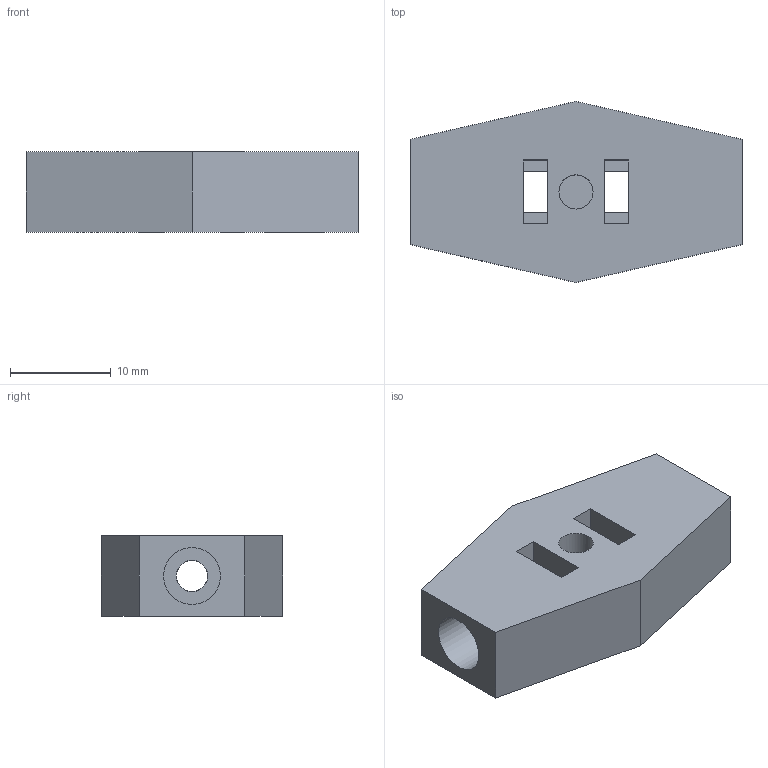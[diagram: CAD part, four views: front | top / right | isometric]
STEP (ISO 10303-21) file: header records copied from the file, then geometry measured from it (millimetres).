
FILE_DESCRIPTION(/* description */ (''),/* implementation_level */ '2;1');
FILE_NAME(/* name */ 'aac4fff0-657f-42d7-9560-6e1131a11e3f.stp',/* time_stamp */ '2019-04-07T07:52:56+00:00',/* author */ (''),/* organization */ (''),/* preprocessor_version */ 'ST-DEVELOPER v18',/* originating_system */ 'Autodesk Translation Framework v8.2.0.1029',/* authorisation */ '');
FILE_SCHEMA (('AUTOMOTIVE_DESIGN { 1 0 10303 214 3 1 1 }'));
Length unit declared in the file: millimetre
Products named in the file (1): K-Drill
Bounding box: 33 x 18 x 8 mm (x, y, z)
Volume: 3143 mm3; surface area: 2202.1 mm2
Topology: 1 solids, 1 shells, 47 faces, 127 edges, 85 vertices
Faces by surface type: plane 40, cylinder 7
Full cylindrical faces by diameter (mm): 3.1 x4, 3.4 x1, 5.65 x2
Entity records: 1608 total; most frequent: CARTESIAN_POINT 360, ORIENTED_EDGE 254, DIRECTION 232, EDGE_CURVE 127, LINE 110, VECTOR 110, VERTEX_POINT 85, EDGE_LOOP 62
